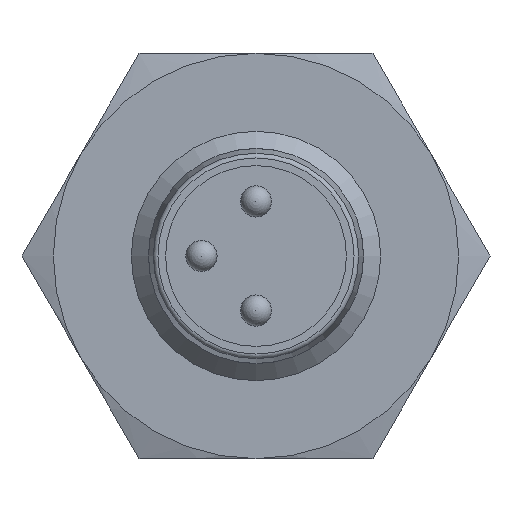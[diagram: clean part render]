
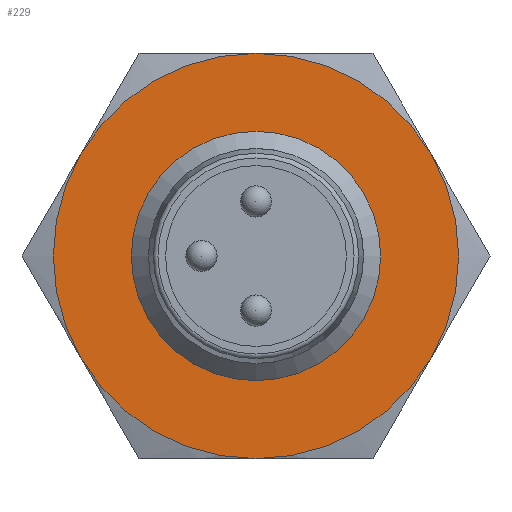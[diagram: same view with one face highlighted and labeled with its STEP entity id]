
A CAD part, left-side view. The second image highlights one B-rep face of the part: STEP entity #229.
In plain terms, the highlighted planar face has unit normal (-1, 0, 0).
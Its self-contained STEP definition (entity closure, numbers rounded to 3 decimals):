
#229 = ADVANCED_FACE( '', ( #381, #382 ), #383, .F. );
#381 = FACE_OUTER_BOUND( '', #545, .T. );
#382 = FACE_BOUND( '', #546, .T. );
#383 = PLANE( '', #547 );
#545 = EDGE_LOOP( '', ( #832, #833, #834, #835, #836, #837 ) );
#546 = EDGE_LOOP( '', ( #838 ) );
#547 = AXIS2_PLACEMENT_3D( '', #839, #840, #841 );
#832 = ORIENTED_EDGE( '', *, *, #987, .F. );
#833 = ORIENTED_EDGE( '', *, *, #988, .F. );
#834 = ORIENTED_EDGE( '', *, *, #989, .F. );
#835 = ORIENTED_EDGE( '', *, *, #985, .F. );
#836 = ORIENTED_EDGE( '', *, *, #983, .F. );
#837 = ORIENTED_EDGE( '', *, *, #984, .F. );
#838 = ORIENTED_EDGE( '', *, *, #975, .T. );
#839 = CARTESIAN_POINT( '', ( 0., 0., 0. ) );
#840 = DIRECTION( '', ( 1., 0., 0. ) );
#841 = DIRECTION( '', ( 0., 0., -1. ) );
#975 = EDGE_CURVE( '', #1110, #1110, #1111, .T. );
#983 = EDGE_CURVE( '', #1083, #1101, #1122, .T. );
#984 = EDGE_CURVE( '', #1092, #1083, #1123, .T. );
#985 = EDGE_CURVE( '', #1101, #1124, #1125, .T. );
#987 = EDGE_CURVE( '', #1127, #1092, #1128, .T. );
#988 = EDGE_CURVE( '', #1129, #1127, #1130, .T. );
#989 = EDGE_CURVE( '', #1124, #1129, #1131, .T. );
#1083 = VERTEX_POINT( '', #1551 );
#1092 = VERTEX_POINT( '', #1575 );
#1101 = VERTEX_POINT( '', #1597 );
#1110 = VERTEX_POINT( '', #1612 );
#1111 = CIRCLE( '', #1613, 4. );
#1122 = CIRCLE( '', #1627, 6.5 );
#1123 = CIRCLE( '', #1628, 6.5 );
#1124 = VERTEX_POINT( '', #1629 );
#1125 = CIRCLE( '', #1630, 6.5 );
#1127 = VERTEX_POINT( '', #1635 );
#1128 = CIRCLE( '', #1636, 6.5 );
#1129 = VERTEX_POINT( '', #1637 );
#1130 = CIRCLE( '', #1638, 6.5 );
#1131 = CIRCLE( '', #1639, 6.5 );
#1551 = CARTESIAN_POINT( '', ( 0., 0., 6.5 ) );
#1575 = CARTESIAN_POINT( '', ( 0., 5.629, 3.25 ) );
#1597 = CARTESIAN_POINT( '', ( 0., -5.629, 3.25 ) );
#1612 = CARTESIAN_POINT( '', ( 0., 0., -4. ) );
#1613 = AXIS2_PLACEMENT_3D( '', #1789, #1790, #1791 );
#1627 = AXIS2_PLACEMENT_3D( '', #1810, #1811, #1812 );
#1628 = AXIS2_PLACEMENT_3D( '', #1813, #1814, #1815 );
#1629 = CARTESIAN_POINT( '', ( 0., -5.629, -3.25 ) );
#1630 = AXIS2_PLACEMENT_3D( '', #1816, #1817, #1818 );
#1635 = CARTESIAN_POINT( '', ( 0., 5.629, -3.25 ) );
#1636 = AXIS2_PLACEMENT_3D( '', #1819, #1820, #1821 );
#1637 = CARTESIAN_POINT( '', ( 0., 0., -6.5 ) );
#1638 = AXIS2_PLACEMENT_3D( '', #1822, #1823, #1824 );
#1639 = AXIS2_PLACEMENT_3D( '', #1825, #1826, #1827 );
#1789 = CARTESIAN_POINT( '', ( 0., 0., 0. ) );
#1790 = DIRECTION( '', ( 1., 0., 0. ) );
#1791 = DIRECTION( '', ( 0., 0., -1. ) );
#1810 = CARTESIAN_POINT( '', ( 0., 0., 0. ) );
#1811 = DIRECTION( '', ( 1., 0., 0. ) );
#1812 = DIRECTION( '', ( 0., 0., -1. ) );
#1813 = CARTESIAN_POINT( '', ( 0., 0., 0. ) );
#1814 = DIRECTION( '', ( 1., 0., 0. ) );
#1815 = DIRECTION( '', ( 0., 0., -1. ) );
#1816 = CARTESIAN_POINT( '', ( 0., 0., 0. ) );
#1817 = DIRECTION( '', ( 1., 0., 0. ) );
#1818 = DIRECTION( '', ( 0., 0., -1. ) );
#1819 = CARTESIAN_POINT( '', ( 0., 0., 0. ) );
#1820 = DIRECTION( '', ( 1., 0., 0. ) );
#1821 = DIRECTION( '', ( 0., 0., -1. ) );
#1822 = CARTESIAN_POINT( '', ( 0., 0., 0. ) );
#1823 = DIRECTION( '', ( 1., 0., 0. ) );
#1824 = DIRECTION( '', ( 0., 0., -1. ) );
#1825 = CARTESIAN_POINT( '', ( 0., 0., 0. ) );
#1826 = DIRECTION( '', ( 1., 0., 0. ) );
#1827 = DIRECTION( '', ( 0., 0., -1. ) );
